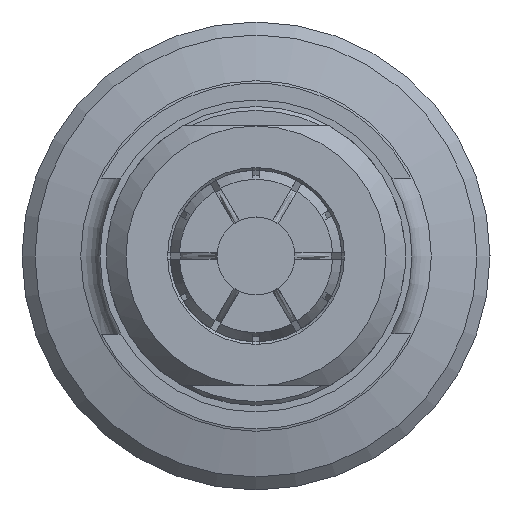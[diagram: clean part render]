
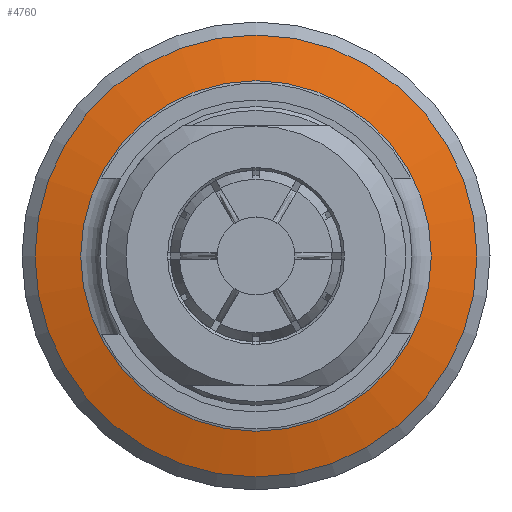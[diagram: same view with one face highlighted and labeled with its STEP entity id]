
A CAD part, left-side view. The second image highlights one B-rep face of the part: STEP entity #4760.
In plain terms, the highlighted conical face has half-angle 75 degrees and reference radius 14.5 mm.
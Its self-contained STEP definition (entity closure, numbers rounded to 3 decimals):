
#219=CONICAL_SURFACE('',#5069,14.5,1.309);
#650=LINE('',#7231,#890);
#890=VECTOR('',#5737,14.5);
#1131=FACE_OUTER_BOUND('',#1386,.T.);
#1386=EDGE_LOOP('',(#3287,#3288,#3289,#3290,#3291));
#1668=CIRCLE('',#5067,13.482);
#1669=CIRCLE('',#5068,13.482);
#1670=CIRCLE('',#5070,17.);
#2004=VERTEX_POINT('',#7223);
#2005=VERTEX_POINT('',#7225);
#2006=VERTEX_POINT('',#7229);
#2495=EDGE_CURVE('',#2004,#2005,#1668,.T.);
#2496=EDGE_CURVE('',#2005,#2004,#1669,.T.);
#2497=EDGE_CURVE('',#2006,#2006,#1670,.T.);
#2498=EDGE_CURVE('',#2006,#2005,#650,.T.);
#3287=ORIENTED_EDGE('',*,*,#2497,.F.);
#3288=ORIENTED_EDGE('',*,*,#2498,.T.);
#3289=ORIENTED_EDGE('',*,*,#2495,.F.);
#3290=ORIENTED_EDGE('',*,*,#2496,.F.);
#3291=ORIENTED_EDGE('',*,*,#2498,.F.);
#4760=ADVANCED_FACE('',(#1131),#219,.T.);
#5067=AXIS2_PLACEMENT_3D('',#7226,#5729,#5730);
#5068=AXIS2_PLACEMENT_3D('',#7227,#5731,#5732);
#5069=AXIS2_PLACEMENT_3D('',#7228,#5733,#5734);
#5070=AXIS2_PLACEMENT_3D('',#7230,#5735,#5736);
#5729=DIRECTION('center_axis',(-1.,0.,0.));
#5730=DIRECTION('ref_axis',(0.,1.,0.));
#5731=DIRECTION('center_axis',(-1.,0.,0.));
#5732=DIRECTION('ref_axis',(0.,1.,0.));
#5733=DIRECTION('center_axis',(1.,0.,0.));
#5734=DIRECTION('ref_axis',(0.,-1.,0.));
#5735=DIRECTION('center_axis',(1.,0.,0.));
#5736=DIRECTION('ref_axis',(0.,-1.,0.));
#5737=DIRECTION('',(-0.259,-0.966,0.));
#7223=CARTESIAN_POINT('',(-3.194,0.,-13.482));
#7225=CARTESIAN_POINT('',(-3.194,13.482,0.));
#7226=CARTESIAN_POINT('Origin',(-3.194,0.,
0.));
#7227=CARTESIAN_POINT('Origin',(-3.194,0.,
0.));
#7228=CARTESIAN_POINT('Origin',(-2.922,0.,
0.));
#7229=CARTESIAN_POINT('',(-2.252,17.,0.));
#7230=CARTESIAN_POINT('Origin',(-2.252,0.,
0.));
#7231=CARTESIAN_POINT('',(-2.922,14.5,0.));
